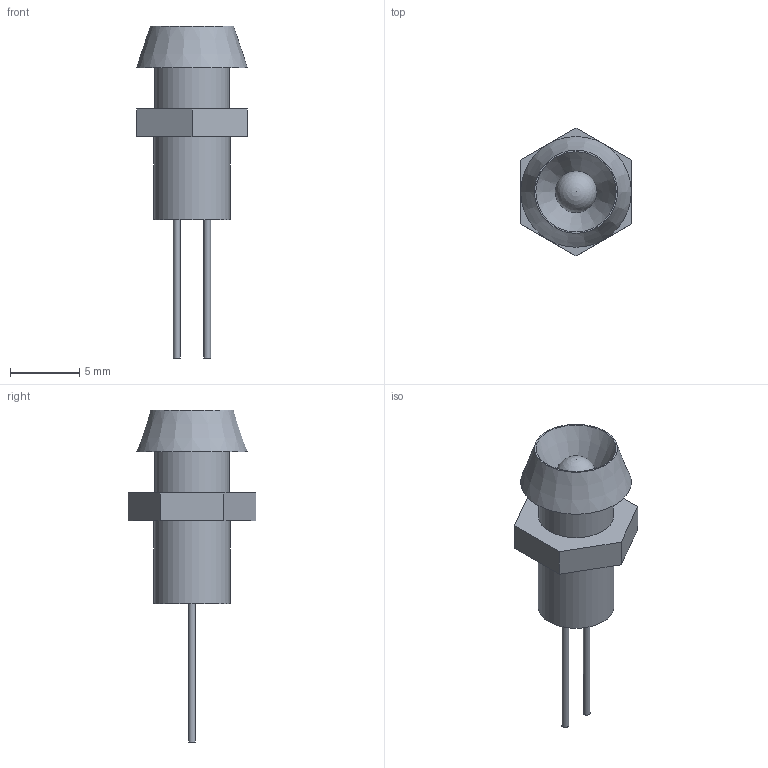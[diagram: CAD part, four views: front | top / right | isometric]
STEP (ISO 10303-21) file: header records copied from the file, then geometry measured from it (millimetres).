
FILE_DESCRIPTION(/* description */ (''),/* implementation_level */ '2;1');
FILE_NAME(/* name */ 'SL2616 - 3mm Grn LED.step',/* time_stamp */ '2019-09-27T09:07:29+10:00',/* author */ (''),/* organization */ (''),/* preprocessor_version */ 'ST-DEVELOPER v18',/* originating_system */ 'Autodesk Translation Framework v8.6.0.1094',/* authorisation */ '');
FILE_SCHEMA (('AUTOMOTIVE_DESIGN { 1 0 10303 214 3 1 1 }'));
Length unit declared in the file: millimetre
Products named in the file (1): SL2616 - 3mm Grn LED
Bounding box: 8 x 9.24 x 24 mm (x, y, z)
Volume: 406.4 mm3; surface area: 492.5 mm2
Topology: 1 solids, 1 shells, 21 faces, 46 edges, 32 vertices
Faces by surface type: plane 13, cylinder 5, cone 2, sphere 1
Full cylindrical faces by diameter (mm): 0.5 x2, 3 x1, 5.427 x1, 5.5 x1
Entity records: 636 total; most frequent: DIRECTION 109, CARTESIAN_POINT 99, ORIENTED_EDGE 90, EDGE_CURVE 45, AXIS2_PLACEMENT_3D 42, VERTEX_POINT 32, EDGE_LOOP 27, LINE 25
